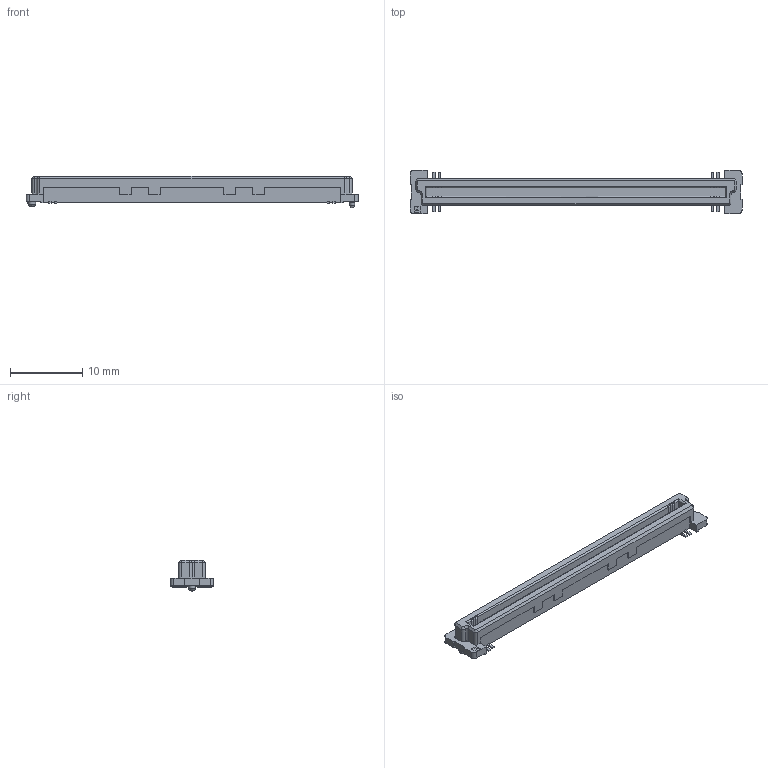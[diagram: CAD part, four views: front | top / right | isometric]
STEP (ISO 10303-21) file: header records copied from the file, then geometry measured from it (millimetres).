
FILE_DESCRIPTION(/* description */ (''),/* implementation_level */ '2;1');
FILE_NAME(/* name */ 'FCI_61082-101402LF.stp',/* time_stamp */ '2015-03-10T14:43:15+01:00',/* author */ ('admchouv'),/* organization */ (''),/* preprocessor_version */ 'ST-DEVELOPER v15.5',/* originating_system */ 'AutoCAD Mechanical',/* authorisation */ '');
FILE_SCHEMA (('AUTOMOTIVE_DESIGN { 1 0 10303 214 3 1 1 }'));
Length unit declared in the file: millimetre
Products named in the file (1): Product
Bounding box: 45.8 x 6 x 4.35 mm (x, y, z)
Volume: 450.3 mm3; surface area: 957.8 mm2
Topology: 17 solids, 17 shells, 262 faces, 652 edges, 429 vertices
Faces by surface type: plane 233, cylinder 16, cone 11, bspline 1, sphere 1
Entity records: 7680 total; most frequent: CARTESIAN_POINT 1367, ORIENTED_EDGE 1296, DIRECTION 1231, EDGE_CURVE 648, LINE 587, VECTOR 587, VERTEX_POINT 428, AXIS2_PLACEMENT_3D 322
